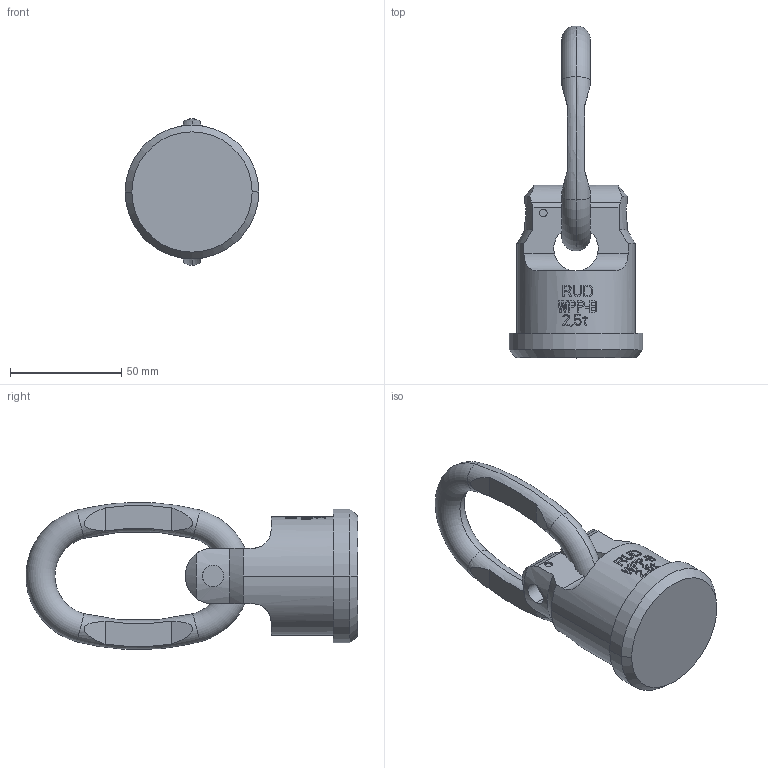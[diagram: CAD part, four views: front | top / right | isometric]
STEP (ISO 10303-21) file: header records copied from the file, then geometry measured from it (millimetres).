
FILE_DESCRIPTION((''),'2;1');
FILE_NAME('001-M31442-P12_ASM','2004-10-11T',('Haas'),(''),'PRO/ENGINEER BY PARAMETRIC TECHNOLOGY CORPORATION, 2003450','PRO/ENGINEER BY PARAMETRIC TECHNOLOGY CORPORATION, 2003450','');
FILE_SCHEMA(('CONFIG_CONTROL_DESIGN'));
Length unit declared in the file: millimetre
Products named in the file (4): 001-M31442-006; 001-M31442-012; 001-M31290-002; 001-M31442-P12_ASM
Assembly tree (3 placements, depth 2):
  001-M31442-P12_ASM
    001-M31442-006
    001-M31442-012
    001-M31290-002
Bounding box: 60 x 148.94 x 65.65 mm (x, y, z)
Volume: 151028.5 mm3; surface area: 31645.5 mm2
Topology: 3 solids, 3 shells, 359 faces, 975 edges, 646 vertices
Faces by surface type: plane 304, cylinder 41, torus 8, cone 6
Entity records: 11796 total; most frequent: CARTESIAN_POINT 3192, ORIENTED_EDGE 1950, DIRECTION 1499, EDGE_CURVE 975, VERTEX_POINT 646, AXIS2_PLACEMENT_3D 536, VECTOR 427, LINE 427
